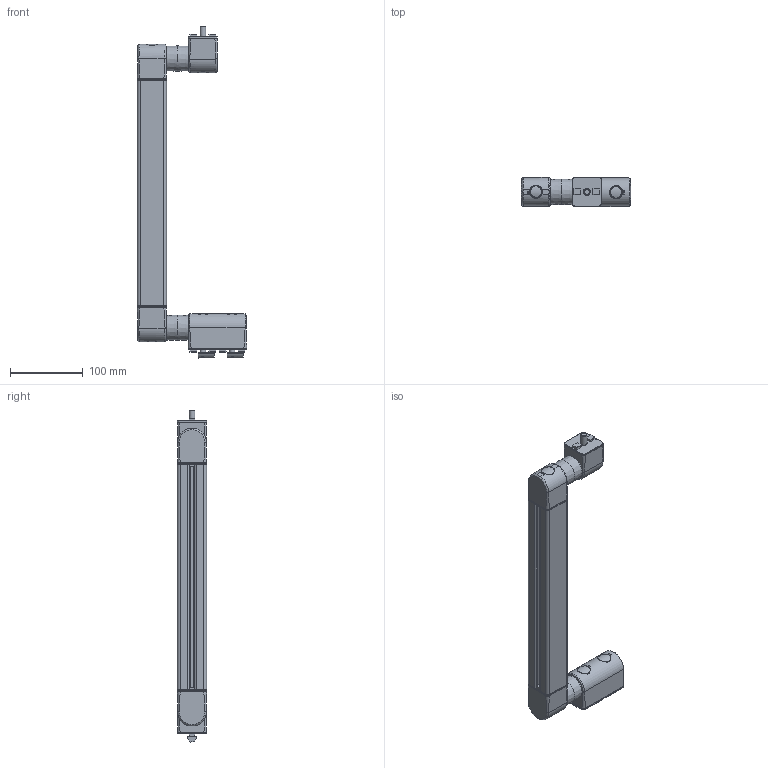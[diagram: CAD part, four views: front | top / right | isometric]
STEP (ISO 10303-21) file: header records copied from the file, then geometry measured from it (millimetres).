
FILE_DESCRIPTION(('STEP AP203'),'1');
FILE_NAME('ERGO08H2658.stp','2024-03-04T13:38:28',(' '),(' '),'Spatial InterOp 3D',' ',' ');
FILE_SCHEMA(('CONFIG_CONTROL_DESIGN'));
Length unit declared in the file: millimetre
Products named in the file (17): Articulation à friction simple parallèle; Vis CHC - M8x50; Cache vis; Capot 8-40; Corps 1Z40; arbre de friction; générique bras articulé simples; Profilé 8 40x40 2N180 E; Articulation à friction simple parallèle 1 section double; Kit de fixation; Vis BHC - M8x45; Écrou 8 St M8; Corps 2Z40
Assembly tree (30 placements, depth 5):
  générique bras articulé simples
    Articulation à friction simple parallèle
      Articulation à friction simple parallèle
        Vis CHC - M8x50
        Cache vis
        Capot 8-40
        Corps 1Z40
      Articulation à friction simple parallèle
        Corps 1Z40
        Capot 8-40
        Vis CHC - M8x50
        Cache vis
        arbre de friction
    Profilé 8 40x40 2N180 E
    Articulation à friction simple parallèle 1 section double
      Articulation à friction simple parallèle 1 section double
        Vis CHC - M8x50
        Capot 8-40
        Cache vis
        Corps 1Z40
      Articulation à friction simple parallèle 1 section double
        Kit de fixation  x2
          Vis BHC - M8x45
          Écrou 8 St M8
        Capot 8-40  x2
        Cache vis  x2
        arbre de friction
        Corps 2Z40
Bounding box: 150 x 40 x 456.3 mm (x, y, z)
Volume: 513947.3 mm3; surface area: 268258 mm2
Topology: 24 solids, 24 shells, 1446 faces, 3815 edges, 2508 vertices
Faces by surface type: plane 700, cylinder 557, cone 118, torus 69, sphere 2
Full cylindrical faces by diameter (mm): 4 x2, 6.78 x1, 6.8 x2, 8 x10, 8.4 x5, 10 x5, 13 x8, 15.3 x5, 17.87 x5, 28 x4
Entity records: 28569 total; most frequent: CARTESIAN_POINT 6955, DIRECTION 3723, ORIENTED_EDGE 3664, EDGE_CURVE 1832, AXIS2_PLACEMENT_3D 1352, VERTEX_POINT 1242, LINE 1019, VECTOR 1019
